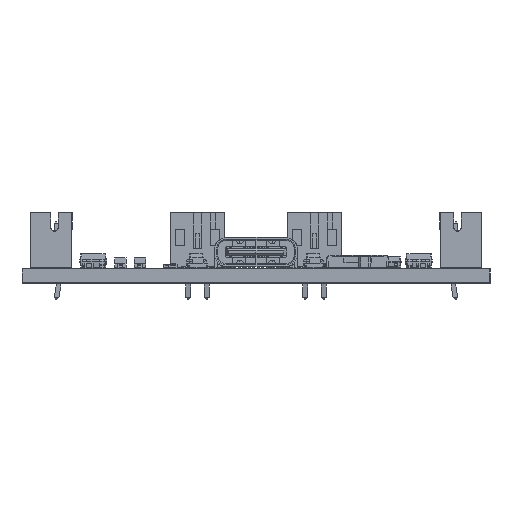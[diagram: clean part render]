
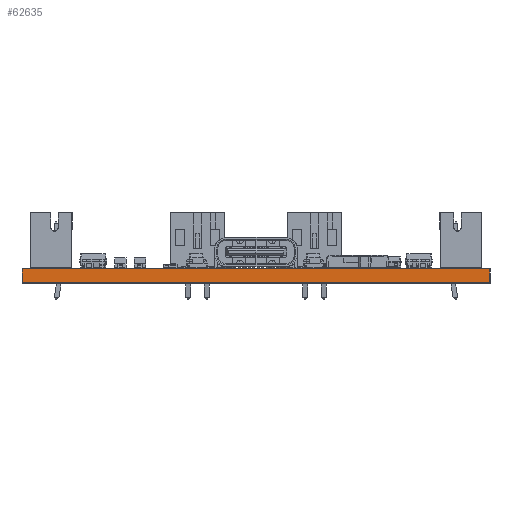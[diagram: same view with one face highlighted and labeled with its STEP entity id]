
A CAD part, left-side view. The second image highlights one B-rep face of the part: STEP entity #62635.
In plain terms, the highlighted planar face has unit normal (-1, 0, 0).
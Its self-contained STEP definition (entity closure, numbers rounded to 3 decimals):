
#62579 = VERTEX_POINT('',#62580);
#62580 = CARTESIAN_POINT('',(101.6,-127.,1.516));
#62586 = EDGE_CURVE('',#62587,#62579,#62589,.T.);
#62587 = VERTEX_POINT('',#62588);
#62588 = CARTESIAN_POINT('',(101.6,-127.,0.));
#62589 = LINE('',#62590,#62591);
#62590 = CARTESIAN_POINT('',(101.6,-127.,0.));
#62591 = VECTOR('',#62592,1.);
#62592 = DIRECTION('',(0.,0.,1.));
#62635 = ADVANCED_FACE('',(#62636),#62661,.T.);
#62636 = FACE_BOUND('',#62637,.T.);
#62637 = EDGE_LOOP('',(#62638,#62639,#62647,#62655));
#62638 = ORIENTED_EDGE('',*,*,#62586,.T.);
#62639 = ORIENTED_EDGE('',*,*,#62640,.T.);
#62640 = EDGE_CURVE('',#62579,#62641,#62643,.T.);
#62641 = VERTEX_POINT('',#62642);
#62642 = CARTESIAN_POINT('',(101.6,-76.2,1.516));
#62643 = LINE('',#62644,#62645);
#62644 = CARTESIAN_POINT('',(101.6,-127.,1.516));
#62645 = VECTOR('',#62646,1.);
#62646 = DIRECTION('',(0.,1.,0.));
#62647 = ORIENTED_EDGE('',*,*,#62648,.F.);
#62648 = EDGE_CURVE('',#62649,#62641,#62651,.T.);
#62649 = VERTEX_POINT('',#62650);
#62650 = CARTESIAN_POINT('',(101.6,-76.2,0.));
#62651 = LINE('',#62652,#62653);
#62652 = CARTESIAN_POINT('',(101.6,-76.2,0.));
#62653 = VECTOR('',#62654,1.);
#62654 = DIRECTION('',(0.,0.,1.));
#62655 = ORIENTED_EDGE('',*,*,#62656,.F.);
#62656 = EDGE_CURVE('',#62587,#62649,#62657,.T.);
#62657 = LINE('',#62658,#62659);
#62658 = CARTESIAN_POINT('',(101.6,-127.,0.));
#62659 = VECTOR('',#62660,1.);
#62660 = DIRECTION('',(0.,1.,0.));
#62661 = PLANE('',#62662);
#62662 = AXIS2_PLACEMENT_3D('',#62663,#62664,#62665);
#62663 = CARTESIAN_POINT('',(101.6,-127.,0.));
#62664 = DIRECTION('',(-1.,0.,0.));
#62665 = DIRECTION('',(0.,1.,0.));
